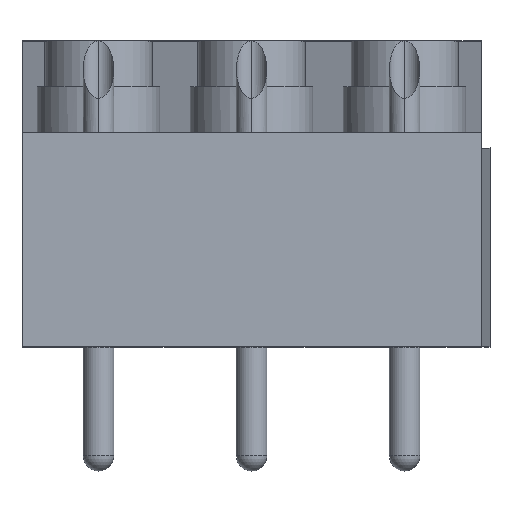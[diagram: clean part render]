
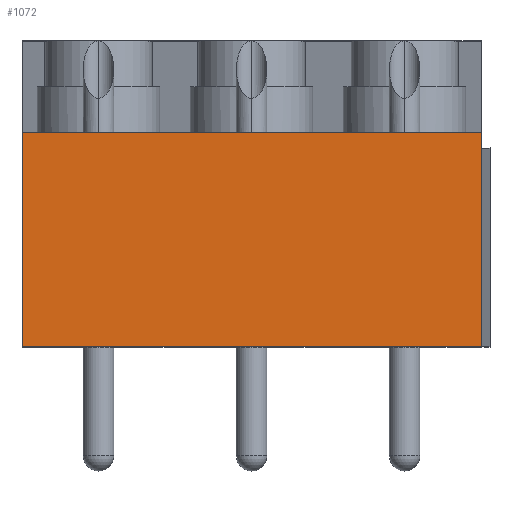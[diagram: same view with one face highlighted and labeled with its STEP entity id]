
A CAD part, top view. The second image highlights one B-rep face of the part: STEP entity #1072.
In plain terms, the highlighted planar face has unit normal (0, 0, 1).
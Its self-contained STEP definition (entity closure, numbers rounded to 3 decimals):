
#94 = LINE ( 'NONE', #4078, #3955 ) ;
#287 = VERTEX_POINT ( 'NONE', #1954 ) ;
#966 = DIRECTION ( 'NONE',  ( -1., 0., 0. ) ) ;
#1051 = DIRECTION ( 'NONE',  ( 1., 0., 0. ) ) ;
#1072 = ADVANCED_FACE ( 'NONE', ( #1093 ), #4994, .F. ) ;
#1093 = FACE_OUTER_BOUND ( 'NONE', #3530, .T. ) ;
#1417 = LINE ( 'NONE', #3325, #2400 ) ;
#1442 = CARTESIAN_POINT ( 'NONE',  ( -12.5, 6.5, 3.8 ) ) ;
#1447 = ORIENTED_EDGE ( 'NONE', *, *, #3125, .T. ) ;
#1491 = CARTESIAN_POINT ( 'NONE',  ( 2.5, 7., 3.8 ) ) ;
#1536 = DIRECTION ( 'NONE',  ( 0., 0., -1. ) ) ;
#1577 = DIRECTION ( 'NONE',  ( 0., -1., 0. ) ) ;
#1691 = VECTOR ( 'NONE', #5593, 1000. ) ;
#1865 = CARTESIAN_POINT ( 'NONE',  ( 2.5, 0., 3.8 ) ) ;
#1954 = CARTESIAN_POINT ( 'NONE',  ( 2.5, 0., 3.8 ) ) ;
#2275 = LINE ( 'NONE', #1442, #1691 ) ;
#2356 = EDGE_CURVE ( 'NONE', #5428, #5559, #1417, .T. ) ;
#2400 = VECTOR ( 'NONE', #2841, 1000. ) ;
#2471 = ORIENTED_EDGE ( 'NONE', *, *, #7192, .T. ) ;
#2509 = VECTOR ( 'NONE', #1051, 1000. ) ;
#2841 = DIRECTION ( 'NONE',  ( 1., 0., 0. ) ) ;
#3125 = EDGE_CURVE ( 'NONE', #5428, #6014, #2275, .T. ) ;
#3188 = CARTESIAN_POINT ( 'NONE',  ( -12.5, 0., 3.8 ) ) ;
#3325 = CARTESIAN_POINT ( 'NONE',  ( -10.867, 7., 3.8 ) ) ;
#3401 = EDGE_CURVE ( 'NONE', #5559, #287, #94, .T. ) ;
#3530 = EDGE_LOOP ( 'NONE', ( #2471, #6240, #5008, #1447 ) ) ;
#3955 = VECTOR ( 'NONE', #1577, 1000. ) ;
#4078 = CARTESIAN_POINT ( 'NONE',  ( 2.5, 6.5, 3.8 ) ) ;
#4994 = PLANE ( 'NONE',  #5515 ) ;
#5008 = ORIENTED_EDGE ( 'NONE', *, *, #2356, .F. ) ;
#5070 = LINE ( 'NONE', #1865, #2509 ) ;
#5166 = CARTESIAN_POINT ( 'NONE',  ( -12.5, 7., 3.8 ) ) ;
#5428 = VERTEX_POINT ( 'NONE', #5166 ) ;
#5455 = CARTESIAN_POINT ( 'NONE',  ( 2.5, 6.5, 3.8 ) ) ;
#5515 = AXIS2_PLACEMENT_3D ( 'NONE', #5455, #1536, #966 ) ;
#5559 = VERTEX_POINT ( 'NONE', #1491 ) ;
#5593 = DIRECTION ( 'NONE',  ( 0., -1., 0. ) ) ;
#6014 = VERTEX_POINT ( 'NONE', #3188 ) ;
#6240 = ORIENTED_EDGE ( 'NONE', *, *, #3401, .F. ) ;
#7192 = EDGE_CURVE ( 'NONE', #6014, #287, #5070, .T. ) ;
